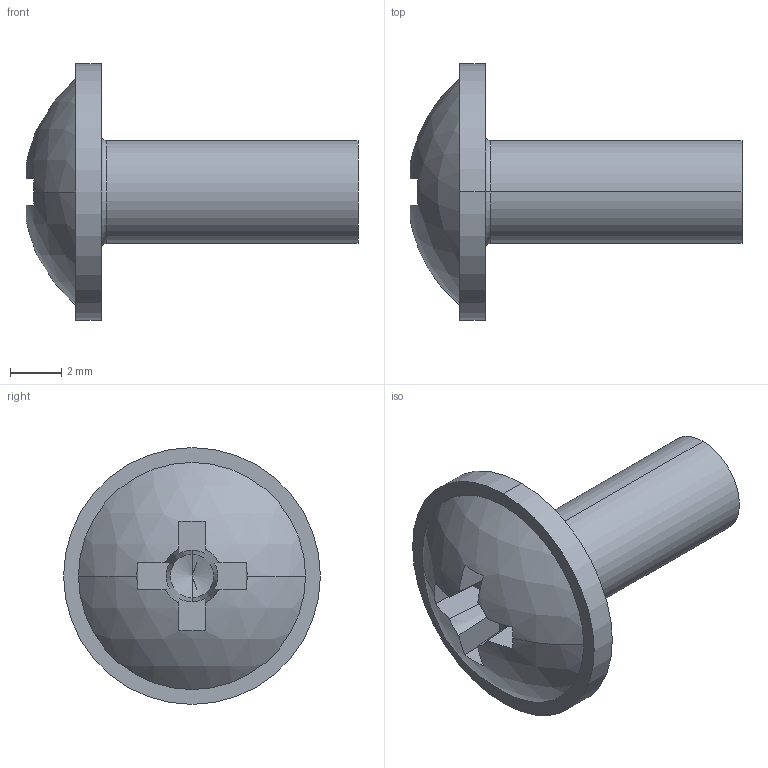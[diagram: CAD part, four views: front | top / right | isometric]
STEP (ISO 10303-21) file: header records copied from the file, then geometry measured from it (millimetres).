
FILE_DESCRIPTION (( 'STEP AP214' ), '1' );
FILE_NAME ('M4-10-WH-Screw.STEP', '2017-08-18T07:12:29', ( 'Sidh Singh' ), ( '' ), 'SwSTEP 2.0', 'SolidWorks 2012', '' );
FILE_SCHEMA (( 'AUTOMOTIVE_DESIGN' ));
Length unit declared in the file: millimetre
Products named in the file (1): M4-10-WH-Screw
Bounding box: 12.93 x 10 x 10 mm (x, y, z)
Volume: 247.6 mm3; surface area: 371.1 mm2
Topology: 1 solids, 1 shells, 31 faces, 80 edges, 51 vertices
Faces by surface type: plane 19, cone 4, cylinder 4, torus 2, sphere 2
Entity records: 1014 total; most frequent: CARTESIAN_POINT 185, DIRECTION 176, ORIENTED_EDGE 156, EDGE_CURVE 78, AXIS2_PLACEMENT_3D 74, VERTEX_POINT 51, CIRCLE 42, EDGE_LOOP 33
